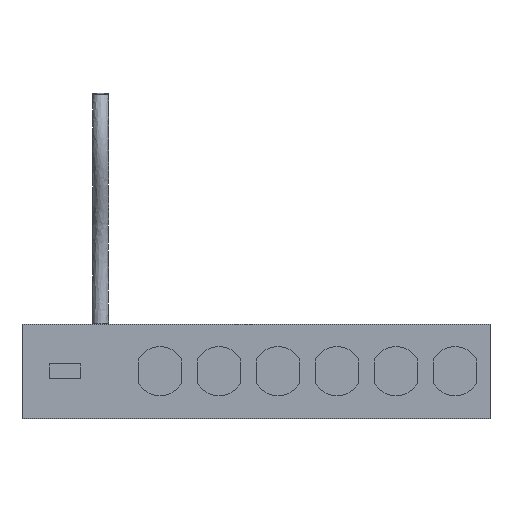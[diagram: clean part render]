
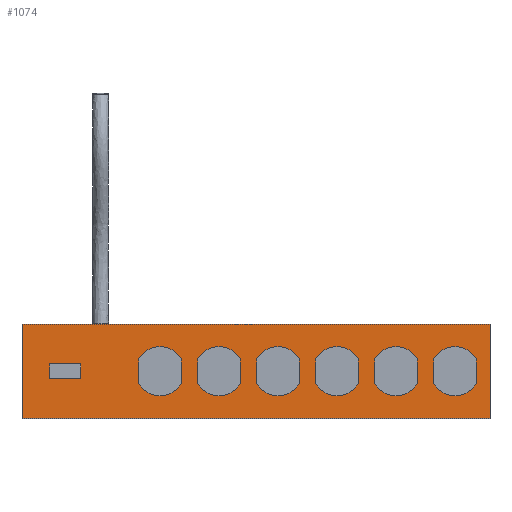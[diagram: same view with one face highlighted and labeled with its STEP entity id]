
A CAD part, top view. The second image highlights one B-rep face of the part: STEP entity #1074.
In plain terms, the highlighted planar face has unit normal (0, 0, 1).
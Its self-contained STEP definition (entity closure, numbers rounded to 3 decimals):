
#141=CARTESIAN_POINT('',(-1.9,0.315,1.58));
#142=VERTEX_POINT('',#141);
#149=CARTESIAN_POINT('',(-2.98,0.315,1.58));
#150=VERTEX_POINT('',#149);
#151=CARTESIAN_POINT('',(-2.44,0.,1.58));
#152=DIRECTION('',(0.0,0.0,-1.0));
#153=DIRECTION('',(0.0,1.0,0.0));
#154=AXIS2_PLACEMENT_3D('',#151,#152,#153);
#155=CIRCLE('',#154,0.625);
#156=EDGE_CURVE('',#150,#142,#155,.T.);
#180=CARTESIAN_POINT('',(-1.9,-0.315,1.58));
#181=VERTEX_POINT('',#180);
#188=CARTESIAN_POINT('',(-1.9,0.315,1.58));
#189=DIRECTION('',(0.0,-1.0,0.0));
#190=VECTOR('',#189,0.629);
#191=LINE('',#188,#190);
#192=EDGE_CURVE('',#142,#181,#191,.T.);
#212=CARTESIAN_POINT('',(-2.98,-0.315,1.58));
#213=VERTEX_POINT('',#212);
#220=CARTESIAN_POINT('',(-2.44,0.,1.58));
#221=DIRECTION('',(0.0,0.0,-1.0));
#222=DIRECTION('',(0.0,-1.0,0.0));
#223=AXIS2_PLACEMENT_3D('',#220,#221,#222);
#224=CIRCLE('',#223,0.625);
#225=EDGE_CURVE('',#181,#213,#224,.T.);
#243=CARTESIAN_POINT('',(-2.98,-0.315,1.58));
#244=DIRECTION('',(0.0,1.0,0.0));
#245=VECTOR('',#244,0.629);
#246=LINE('',#243,#245);
#247=EDGE_CURVE('',#213,#150,#246,.T.);
#281=CARTESIAN_POINT('',(1.1,0.315,1.58));
#282=VERTEX_POINT('',#281);
#289=CARTESIAN_POINT('',(0.02,0.315,1.58));
#290=VERTEX_POINT('',#289);
#291=CARTESIAN_POINT('',(0.56,0.,1.58));
#292=DIRECTION('',(0.0,0.0,-1.0));
#293=DIRECTION('',(0.0,1.0,0.0));
#294=AXIS2_PLACEMENT_3D('',#291,#292,#293);
#295=CIRCLE('',#294,0.625);
#296=EDGE_CURVE('',#290,#282,#295,.T.);
#320=CARTESIAN_POINT('',(1.1,-0.315,1.58));
#321=VERTEX_POINT('',#320);
#328=CARTESIAN_POINT('',(1.1,0.315,1.58));
#329=DIRECTION('',(0.0,-1.0,0.0));
#330=VECTOR('',#329,0.629);
#331=LINE('',#328,#330);
#332=EDGE_CURVE('',#282,#321,#331,.T.);
#352=CARTESIAN_POINT('',(0.02,-0.315,1.58));
#353=VERTEX_POINT('',#352);
#360=CARTESIAN_POINT('',(0.56,0.,1.58));
#361=DIRECTION('',(0.0,0.0,-1.0));
#362=DIRECTION('',(0.0,-1.0,0.0));
#363=AXIS2_PLACEMENT_3D('',#360,#361,#362);
#364=CIRCLE('',#363,0.625);
#365=EDGE_CURVE('',#321,#353,#364,.T.);
#383=CARTESIAN_POINT('',(0.02,-0.315,1.58));
#384=DIRECTION('',(0.0,1.0,0.0));
#385=VECTOR('',#384,0.629);
#386=LINE('',#383,#385);
#387=EDGE_CURVE('',#353,#290,#386,.T.);
#421=CARTESIAN_POINT('',(-0.4,0.315,1.58));
#422=VERTEX_POINT('',#421);
#429=CARTESIAN_POINT('',(-1.48,0.315,1.58));
#430=VERTEX_POINT('',#429);
#431=CARTESIAN_POINT('',(-0.94,0.,1.58));
#432=DIRECTION('',(0.0,0.0,-1.0));
#433=DIRECTION('',(0.0,1.0,0.0));
#434=AXIS2_PLACEMENT_3D('',#431,#432,#433);
#435=CIRCLE('',#434,0.625);
#436=EDGE_CURVE('',#430,#422,#435,.T.);
#460=CARTESIAN_POINT('',(-0.4,-0.315,1.58));
#461=VERTEX_POINT('',#460);
#468=CARTESIAN_POINT('',(-0.4,0.315,1.58));
#469=DIRECTION('',(0.0,-1.0,0.0));
#470=VECTOR('',#469,0.629);
#471=LINE('',#468,#470);
#472=EDGE_CURVE('',#422,#461,#471,.T.);
#492=CARTESIAN_POINT('',(-1.48,-0.315,1.58));
#493=VERTEX_POINT('',#492);
#500=CARTESIAN_POINT('',(-0.94,0.,1.58));
#501=DIRECTION('',(0.0,0.0,-1.0));
#502=DIRECTION('',(0.0,-1.0,0.0));
#503=AXIS2_PLACEMENT_3D('',#500,#501,#502);
#504=CIRCLE('',#503,0.625);
#505=EDGE_CURVE('',#461,#493,#504,.T.);
#523=CARTESIAN_POINT('',(-1.48,-0.315,1.58));
#524=DIRECTION('',(0.0,1.0,0.0));
#525=VECTOR('',#524,0.629);
#526=LINE('',#523,#525);
#527=EDGE_CURVE('',#493,#430,#526,.T.);
#561=CARTESIAN_POINT('',(4.1,0.315,1.58));
#562=VERTEX_POINT('',#561);
#569=CARTESIAN_POINT('',(3.02,0.315,1.58));
#570=VERTEX_POINT('',#569);
#571=CARTESIAN_POINT('',(3.56,0.,1.58));
#572=DIRECTION('',(0.0,0.0,-1.0));
#573=DIRECTION('',(0.0,1.0,0.0));
#574=AXIS2_PLACEMENT_3D('',#571,#572,#573);
#575=CIRCLE('',#574,0.625);
#576=EDGE_CURVE('',#570,#562,#575,.T.);
#600=CARTESIAN_POINT('',(4.1,-0.315,1.58));
#601=VERTEX_POINT('',#600);
#608=CARTESIAN_POINT('',(4.1,0.315,1.58));
#609=DIRECTION('',(0.0,-1.0,0.0));
#610=VECTOR('',#609,0.629);
#611=LINE('',#608,#610);
#612=EDGE_CURVE('',#562,#601,#611,.T.);
#632=CARTESIAN_POINT('',(3.02,-0.315,1.58));
#633=VERTEX_POINT('',#632);
#640=CARTESIAN_POINT('',(3.56,0.,1.58));
#641=DIRECTION('',(0.0,0.0,-1.0));
#642=DIRECTION('',(0.0,-1.0,0.0));
#643=AXIS2_PLACEMENT_3D('',#640,#641,#642);
#644=CIRCLE('',#643,0.625);
#645=EDGE_CURVE('',#601,#633,#644,.T.);
#663=CARTESIAN_POINT('',(3.02,-0.315,1.58));
#664=DIRECTION('',(0.0,1.0,0.0));
#665=VECTOR('',#664,0.629);
#666=LINE('',#663,#665);
#667=EDGE_CURVE('',#633,#570,#666,.T.);
#701=CARTESIAN_POINT('',(5.6,0.315,1.58));
#702=VERTEX_POINT('',#701);
#709=CARTESIAN_POINT('',(4.52,0.315,1.58));
#710=VERTEX_POINT('',#709);
#711=CARTESIAN_POINT('',(5.06,0.,1.58));
#712=DIRECTION('',(0.0,0.0,-1.0));
#713=DIRECTION('',(0.0,1.0,0.0));
#714=AXIS2_PLACEMENT_3D('',#711,#712,#713);
#715=CIRCLE('',#714,0.625);
#716=EDGE_CURVE('',#710,#702,#715,.T.);
#740=CARTESIAN_POINT('',(5.6,-0.315,1.58));
#741=VERTEX_POINT('',#740);
#748=CARTESIAN_POINT('',(5.6,0.315,1.58));
#749=DIRECTION('',(0.0,-1.0,0.0));
#750=VECTOR('',#749,0.629);
#751=LINE('',#748,#750);
#752=EDGE_CURVE('',#702,#741,#751,.T.);
#772=CARTESIAN_POINT('',(4.52,-0.315,1.58));
#773=VERTEX_POINT('',#772);
#780=CARTESIAN_POINT('',(5.06,0.,1.58));
#781=DIRECTION('',(0.0,0.0,-1.0));
#782=DIRECTION('',(0.0,-1.0,0.0));
#783=AXIS2_PLACEMENT_3D('',#780,#781,#782);
#784=CIRCLE('',#783,0.625);
#785=EDGE_CURVE('',#741,#773,#784,.T.);
#803=CARTESIAN_POINT('',(4.52,-0.315,1.58));
#804=DIRECTION('',(0.0,1.0,0.0));
#805=VECTOR('',#804,0.629);
#806=LINE('',#803,#805);
#807=EDGE_CURVE('',#773,#710,#806,.T.);
#841=CARTESIAN_POINT('',(2.6,0.315,1.58));
#842=VERTEX_POINT('',#841);
#849=CARTESIAN_POINT('',(1.52,0.315,1.58));
#850=VERTEX_POINT('',#849);
#851=CARTESIAN_POINT('',(2.06,0.,1.58));
#852=DIRECTION('',(0.0,0.0,-1.0));
#853=DIRECTION('',(0.0,1.0,0.0));
#854=AXIS2_PLACEMENT_3D('',#851,#852,#853);
#855=CIRCLE('',#854,0.625);
#856=EDGE_CURVE('',#850,#842,#855,.T.);
#880=CARTESIAN_POINT('',(2.6,-0.315,1.58));
#881=VERTEX_POINT('',#880);
#888=CARTESIAN_POINT('',(2.6,0.315,1.58));
#889=DIRECTION('',(0.0,-1.0,0.0));
#890=VECTOR('',#889,0.629);
#891=LINE('',#888,#890);
#892=EDGE_CURVE('',#842,#881,#891,.T.);
#912=CARTESIAN_POINT('',(1.52,-0.315,1.58));
#913=VERTEX_POINT('',#912);
#920=CARTESIAN_POINT('',(2.06,0.,1.58));
#921=DIRECTION('',(0.0,0.0,-1.0));
#922=DIRECTION('',(0.0,-1.0,0.0));
#923=AXIS2_PLACEMENT_3D('',#920,#921,#922);
#924=CIRCLE('',#923,0.625);
#925=EDGE_CURVE('',#881,#913,#924,.T.);
#943=CARTESIAN_POINT('',(1.52,-0.315,1.58));
#944=DIRECTION('',(0.0,1.0,0.0));
#945=VECTOR('',#944,0.629);
#946=LINE('',#943,#945);
#947=EDGE_CURVE('',#913,#850,#946,.T.);
#965=CARTESIAN_POINT('',(0.,0.,1.58));
#966=DIRECTION('',(0.0,0.0,1.0));
#967=DIRECTION('',(0.0,1.0,0.0));
#968=AXIS2_PLACEMENT_3D('',#965,#966,#967);
#969=PLANE('',#968);
#970=CARTESIAN_POINT('',(5.95,1.2,1.58));
#971=VERTEX_POINT('',#970);
#972=CARTESIAN_POINT('',(-5.95,1.2,1.58));
#973=VERTEX_POINT('',#972);
#974=CARTESIAN_POINT('',(5.95,1.2,1.58));
#975=DIRECTION('',(-1.0,0.0,0.0));
#976=VECTOR('',#975,11.9);
#977=LINE('',#974,#976);
#978=EDGE_CURVE('',#971,#973,#977,.T.);
#979=ORIENTED_EDGE('',*,*,#978,.T.);
#980=CARTESIAN_POINT('',(-5.95,-1.2,1.58));
#981=VERTEX_POINT('',#980);
#982=CARTESIAN_POINT('',(-5.95,1.2,1.58));
#983=DIRECTION('',(0.0,-1.0,0.0));
#984=VECTOR('',#983,2.4);
#985=LINE('',#982,#984);
#986=EDGE_CURVE('',#973,#981,#985,.T.);
#987=ORIENTED_EDGE('',*,*,#986,.T.);
#988=CARTESIAN_POINT('',(5.95,-1.2,1.58));
#989=VERTEX_POINT('',#988);
#990=CARTESIAN_POINT('',(-5.95,-1.2,1.58));
#991=DIRECTION('',(1.0,0.0,0.0));
#992=VECTOR('',#991,11.9);
#993=LINE('',#990,#992);
#994=EDGE_CURVE('',#981,#989,#993,.T.);
#995=ORIENTED_EDGE('',*,*,#994,.T.);
#996=CARTESIAN_POINT('',(5.95,-1.2,1.58));
#997=DIRECTION('',(0.0,1.0,0.0));
#998=VECTOR('',#997,2.4);
#999=LINE('',#996,#998);
#1000=EDGE_CURVE('',#989,#971,#999,.T.);
#1001=ORIENTED_EDGE('',*,*,#1000,.T.);
#1002=EDGE_LOOP('',(#979,#987,#995,#1001));
#1003=FACE_OUTER_BOUND('',#1002,.T.);
#1004=ORIENTED_EDGE('',*,*,#156,.T.);
#1005=ORIENTED_EDGE('',*,*,#192,.T.);
#1006=ORIENTED_EDGE('',*,*,#225,.T.);
#1007=ORIENTED_EDGE('',*,*,#247,.T.);
#1008=EDGE_LOOP('',(#1004,#1005,#1006,#1007));
#1009=FACE_BOUND('',#1008,.T.);
#1010=ORIENTED_EDGE('',*,*,#296,.T.);
#1011=ORIENTED_EDGE('',*,*,#332,.T.);
#1012=ORIENTED_EDGE('',*,*,#365,.T.);
#1013=ORIENTED_EDGE('',*,*,#387,.T.);
#1014=EDGE_LOOP('',(#1010,#1011,#1012,#1013));
#1015=FACE_BOUND('',#1014,.T.);
#1016=ORIENTED_EDGE('',*,*,#436,.T.);
#1017=ORIENTED_EDGE('',*,*,#472,.T.);
#1018=ORIENTED_EDGE('',*,*,#505,.T.);
#1019=ORIENTED_EDGE('',*,*,#527,.T.);
#1020=EDGE_LOOP('',(#1016,#1017,#1018,#1019));
#1021=FACE_BOUND('',#1020,.T.);
#1022=ORIENTED_EDGE('',*,*,#576,.T.);
#1023=ORIENTED_EDGE('',*,*,#612,.T.);
#1024=ORIENTED_EDGE('',*,*,#645,.T.);
#1025=ORIENTED_EDGE('',*,*,#667,.T.);
#1026=EDGE_LOOP('',(#1022,#1023,#1024,#1025));
#1027=FACE_BOUND('',#1026,.T.);
#1028=ORIENTED_EDGE('',*,*,#716,.T.);
#1029=ORIENTED_EDGE('',*,*,#752,.T.);
#1030=ORIENTED_EDGE('',*,*,#785,.T.);
#1031=ORIENTED_EDGE('',*,*,#807,.T.);
#1032=EDGE_LOOP('',(#1028,#1029,#1030,#1031));
#1033=FACE_BOUND('',#1032,.T.);
#1034=ORIENTED_EDGE('',*,*,#856,.T.);
#1035=ORIENTED_EDGE('',*,*,#892,.T.);
#1036=ORIENTED_EDGE('',*,*,#925,.T.);
#1037=ORIENTED_EDGE('',*,*,#947,.T.);
#1038=EDGE_LOOP('',(#1034,#1035,#1036,#1037));
#1039=FACE_BOUND('',#1038,.T.);
#1040=CARTESIAN_POINT('',(-4.45,0.19,1.58));
#1041=VERTEX_POINT('',#1040);
#1042=CARTESIAN_POINT('',(-5.25,0.19,1.58));
#1043=VERTEX_POINT('',#1042);
#1044=CARTESIAN_POINT('',(-5.25,0.19,1.58));
#1045=DIRECTION('',(1.0,0.0,0.0));
#1046=VECTOR('',#1045,0.8);
#1047=LINE('',#1044,#1046);
#1048=EDGE_CURVE('',#1041,#1043,#1047,.F.);
#1049=ORIENTED_EDGE('',*,*,#1048,.F.);
#1050=CARTESIAN_POINT('',(-4.45,-0.19,1.58));
#1051=VERTEX_POINT('',#1050);
#1052=CARTESIAN_POINT('',(-4.45,0.19,1.58));
#1053=DIRECTION('',(0.0,-1.0,0.0));
#1054=VECTOR('',#1053,0.38);
#1055=LINE('',#1052,#1054);
#1056=EDGE_CURVE('',#1051,#1041,#1055,.F.);
#1057=ORIENTED_EDGE('',*,*,#1056,.F.);
#1058=CARTESIAN_POINT('',(-5.25,-0.19,1.58));
#1059=VERTEX_POINT('',#1058);
#1060=CARTESIAN_POINT('',(-4.45,-0.19,1.58));
#1061=DIRECTION('',(-1.0,0.0,0.0));
#1062=VECTOR('',#1061,0.8);
#1063=LINE('',#1060,#1062);
#1064=EDGE_CURVE('',#1059,#1051,#1063,.F.);
#1065=ORIENTED_EDGE('',*,*,#1064,.F.);
#1066=CARTESIAN_POINT('',(-5.25,-0.19,1.58));
#1067=DIRECTION('',(0.0,1.0,0.0));
#1068=VECTOR('',#1067,0.38);
#1069=LINE('',#1066,#1068);
#1070=EDGE_CURVE('',#1043,#1059,#1069,.F.);
#1071=ORIENTED_EDGE('',*,*,#1070,.F.);
#1072=EDGE_LOOP('',(#1049,#1057,#1065,#1071));
#1073=FACE_BOUND('',#1072,.T.);
#1074=ADVANCED_FACE('',(#1003,#1009,#1015,#1021,#1027,#1033,#1039,#1073),#969,.T.);
